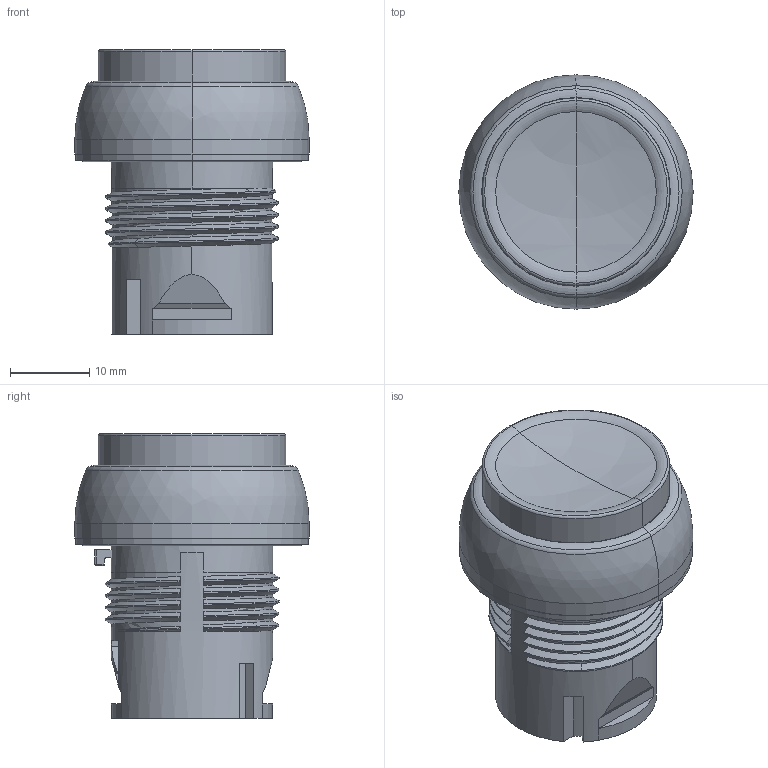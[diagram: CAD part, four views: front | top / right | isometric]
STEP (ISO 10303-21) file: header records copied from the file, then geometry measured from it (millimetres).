
FILE_DESCRIPTION((''),'2;1');
FILE_NAME('PRT0002','2009-02-16T',('ABSchul1'),('Rockwell Automation'),'PRO/ENGINEER BY PARAMETRIC TECHNOLOGY CORPORATION, 2004320','PRO/ENGINEER BY PARAMETRIC TECHNOLOGY CORPORATION, 2004320','');
FILE_SCHEMA(('CONFIG_CONTROL_DESIGN'));
Length unit declared in the file: millimetre
Products named in the file (1): PRT0002
Bounding box: 29.6 x 29.6 x 36 mm (x, y, z)
Volume: 8932.4 mm3; surface area: 6196.7 mm2
Topology: 1 solids, 1 shells, 148 faces, 397 edges, 255 vertices
Faces by surface type: plane 68, bspline 36, cylinder 22, torus 10, extrusion 4, cone 4, sphere 4
Entity records: 7427 total; most frequent: CARTESIAN_POINT 3956, ORIENTED_EDGE 786, DIRECTION 601, EDGE_CURVE 393, VERTEX_POINT 255, AXIS2_PLACEMENT_3D 214, VECTOR 173, LINE 169
